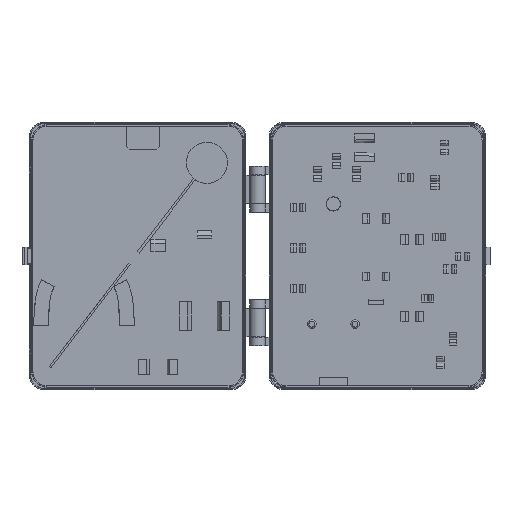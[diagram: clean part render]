
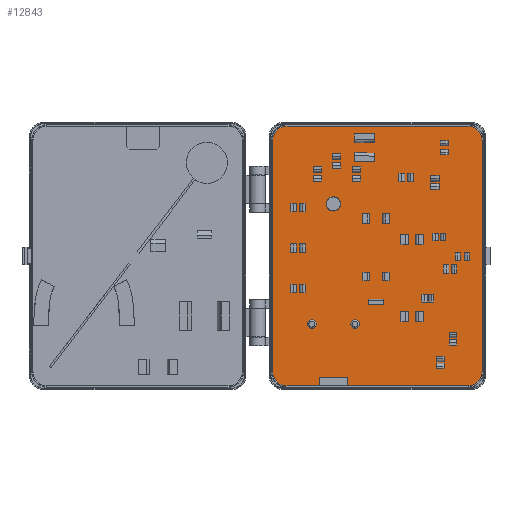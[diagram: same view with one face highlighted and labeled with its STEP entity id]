
A CAD part, top view. The second image highlights one B-rep face of the part: STEP entity #12843.
In plain terms, the highlighted planar face has unit normal (0, 0, 1).
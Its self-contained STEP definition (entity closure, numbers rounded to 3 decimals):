
#470=CIRCLE('',#13708,10.);
#472=CIRCLE('',#13712,10.);
#474=CIRCLE('',#13716,10.);
#476=CIRCLE('',#13720,10.);
#870=FACE_OUTER_BOUND('',#1641,.T.);
#1641=EDGE_LOOP('',(#8684,#8685,#8686,#8687,#8688,#8689,#8690,#8691,#8692,
#8693,#8694,#8695,#8696,#8697,#8698,#8699));
#2458=LINE('',#18580,#3913);
#2461=LINE('',#18591,#3916);
#2465=LINE('',#18603,#3920);
#2468=LINE('',#18613,#3923);
#2472=LINE('',#18620,#3927);
#2477=LINE('',#18632,#3932);
#2479=LINE('',#18638,#3934);
#2482=LINE('',#18644,#3937);
#2483=LINE('',#18645,#3938);
#2484=LINE('',#18646,#3939);
#2485=LINE('',#18648,#3940);
#2486=LINE('',#18649,#3941);
#3913=VECTOR('',#14939,10.);
#3916=VECTOR('',#14950,10.);
#3920=VECTOR('',#14962,10.);
#3923=VECTOR('',#14973,10.);
#3927=VECTOR('',#14977,10.);
#3932=VECTOR('',#14988,10.);
#3934=VECTOR('',#14992,10.);
#3937=VECTOR('',#14997,10.);
#3938=VECTOR('',#14998,10.);
#3939=VECTOR('',#14999,10.);
#3940=VECTOR('',#15000,10.);
#3941=VECTOR('',#15001,10.);
#5360=VERTEX_POINT('',#18567);
#5361=VERTEX_POINT('',#18568);
#5365=VERTEX_POINT('',#18578);
#5366=VERTEX_POINT('',#18582);
#5367=VERTEX_POINT('',#18583);
#5370=VERTEX_POINT('',#18594);
#5371=VERTEX_POINT('',#18595);
#5374=VERTEX_POINT('',#18606);
#5376=VERTEX_POINT('',#18612);
#5379=VERTEX_POINT('',#18618);
#5380=VERTEX_POINT('',#18625);
#5383=VERTEX_POINT('',#18630);
#5385=VERTEX_POINT('',#18635);
#5386=VERTEX_POINT('',#18637);
#5388=VERTEX_POINT('',#18643);
#5389=VERTEX_POINT('',#18647);
#6649=EDGE_CURVE('',#5360,#5361,#470,.T.);
#6655=EDGE_CURVE('',#5361,#5365,#2458,.T.);
#6656=EDGE_CURVE('',#5366,#5367,#472,.T.);
#6660=EDGE_CURVE('',#5367,#5360,#2461,.T.);
#6662=EDGE_CURVE('',#5370,#5371,#474,.T.);
#6666=EDGE_CURVE('',#5371,#5366,#2465,.T.);
#6668=EDGE_CURVE('',#5365,#5374,#476,.T.);
#6671=EDGE_CURVE('',#5376,#5370,#2468,.T.);
#6675=EDGE_CURVE('',#5374,#5379,#2472,.T.);
#6680=EDGE_CURVE('',#5380,#5383,#2477,.T.);
#6682=EDGE_CURVE('',#5386,#5385,#2479,.T.);
#6685=EDGE_CURVE('',#5379,#5388,#2482,.T.);
#6686=EDGE_CURVE('',#5388,#5380,#2483,.T.);
#6687=EDGE_CURVE('',#5383,#5386,#2484,.T.);
#6688=EDGE_CURVE('',#5385,#5389,#2485,.T.);
#6689=EDGE_CURVE('',#5389,#5376,#2486,.T.);
#8684=ORIENTED_EDGE('',*,*,#6649,.T.);
#8685=ORIENTED_EDGE('',*,*,#6655,.T.);
#8686=ORIENTED_EDGE('',*,*,#6668,.T.);
#8687=ORIENTED_EDGE('',*,*,#6675,.T.);
#8688=ORIENTED_EDGE('',*,*,#6685,.T.);
#8689=ORIENTED_EDGE('',*,*,#6686,.T.);
#8690=ORIENTED_EDGE('',*,*,#6680,.T.);
#8691=ORIENTED_EDGE('',*,*,#6687,.T.);
#8692=ORIENTED_EDGE('',*,*,#6682,.T.);
#8693=ORIENTED_EDGE('',*,*,#6688,.T.);
#8694=ORIENTED_EDGE('',*,*,#6689,.T.);
#8695=ORIENTED_EDGE('',*,*,#6671,.T.);
#8696=ORIENTED_EDGE('',*,*,#6662,.T.);
#8697=ORIENTED_EDGE('',*,*,#6666,.T.);
#8698=ORIENTED_EDGE('',*,*,#6656,.T.);
#8699=ORIENTED_EDGE('',*,*,#6660,.T.);
#12272=PLANE('',#13727);
#12843=ADVANCED_FACE('',(#870),#12272,.T.);
#13708=AXIS2_PLACEMENT_3D('',#18569,#14929,#14930);
#13712=AXIS2_PLACEMENT_3D('',#18584,#14942,#14943);
#13716=AXIS2_PLACEMENT_3D('',#18596,#14954,#14955);
#13720=AXIS2_PLACEMENT_3D('',#18607,#14966,#14967);
#13727=AXIS2_PLACEMENT_3D('',#18642,#14995,#14996);
#14929=DIRECTION('center_axis',(0.,0.,1.));
#14930=DIRECTION('ref_axis',(-0.707,0.707,0.));
#14939=DIRECTION('',(0.,-1.,0.));
#14942=DIRECTION('center_axis',(0.,0.,1.));
#14943=DIRECTION('ref_axis',(0.707,0.707,0.));
#14950=DIRECTION('',(-1.,0.,0.));
#14954=DIRECTION('center_axis',(0.,0.,1.));
#14955=DIRECTION('ref_axis',(0.707,-0.707,0.));
#14962=DIRECTION('',(0.,1.,0.));
#14966=DIRECTION('center_axis',(0.,0.,1.));
#14967=DIRECTION('ref_axis',(-0.707,-0.707,0.));
#14973=DIRECTION('',(1.,0.,0.));
#14977=DIRECTION('',(1.,0.,0.));
#14988=DIRECTION('',(0.,-1.,0.));
#14992=DIRECTION('',(0.,1.,0.));
#14995=DIRECTION('center_axis',(0.,0.,1.));
#14996=DIRECTION('ref_axis',(1.,0.,0.));
#14997=DIRECTION('',(0.,1.,0.));
#14998=DIRECTION('',(1.,0.,0.));
#14999=DIRECTION('',(1.,0.,0.));
#15000=DIRECTION('',(1.,0.,0.));
#15001=DIRECTION('',(0.,-1.,0.));
#18567=CARTESIAN_POINT('',(-62.5,90.,0.));
#18568=CARTESIAN_POINT('',(-72.5,80.,0.));
#18569=CARTESIAN_POINT('Origin',(-62.5,80.,0.));
#18578=CARTESIAN_POINT('',(-72.5,-80.,0.));
#18580=CARTESIAN_POINT('',(-72.5,90.,0.));
#18582=CARTESIAN_POINT('',(72.5,80.,0.));
#18583=CARTESIAN_POINT('',(62.5,90.,0.));
#18584=CARTESIAN_POINT('Origin',(62.5,80.,0.));
#18591=CARTESIAN_POINT('',(72.5,90.,0.));
#18594=CARTESIAN_POINT('',(62.5,-90.,0.));
#18595=CARTESIAN_POINT('',(72.5,-80.,0.));
#18596=CARTESIAN_POINT('Origin',(62.5,-80.,0.));
#18603=CARTESIAN_POINT('',(72.5,-90.,0.));
#18606=CARTESIAN_POINT('',(-62.5,-90.,0.));
#18607=CARTESIAN_POINT('Origin',(-62.5,-80.,0.));
#18612=CARTESIAN_POINT('',(-20.415,-90.,0.));
#18613=CARTESIAN_POINT('',(-72.5,-90.,0.));
#18618=CARTESIAN_POINT('',(-40.415,-90.,0.));
#18620=CARTESIAN_POINT('',(-72.5,-90.,0.));
#18625=CARTESIAN_POINT('',(-40.015,-86.75,0.));
#18630=CARTESIAN_POINT('',(-40.015,-88.,0.));
#18632=CARTESIAN_POINT('',(-40.015,-44.,0.));
#18635=CARTESIAN_POINT('',(-20.815,-86.75,0.));
#18637=CARTESIAN_POINT('',(-20.815,-88.,0.));
#18638=CARTESIAN_POINT('',(-20.815,-44.,0.));
#18642=CARTESIAN_POINT('Origin',(0.,0.,0.));
#18643=CARTESIAN_POINT('',(-40.415,-86.75,0.));
#18644=CARTESIAN_POINT('',(-40.415,-44.,0.));
#18645=CARTESIAN_POINT('',(-15.207,-86.75,0.));
#18646=CARTESIAN_POINT('',(-10.207,-88.,0.));
#18647=CARTESIAN_POINT('',(-20.415,-86.75,0.));
#18648=CARTESIAN_POINT('',(-15.207,-86.75,0.));
#18649=CARTESIAN_POINT('',(-20.415,-45.,0.));
